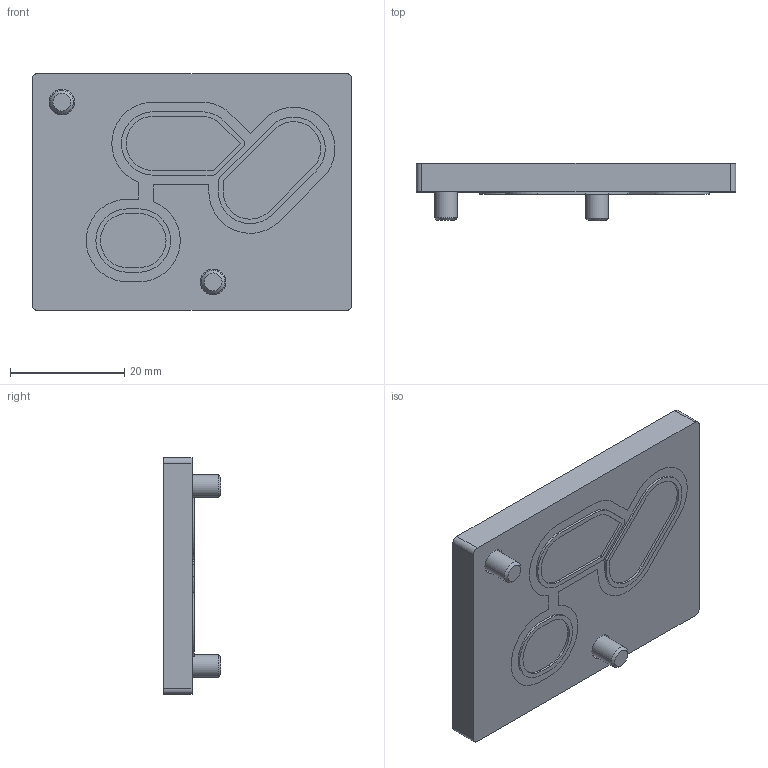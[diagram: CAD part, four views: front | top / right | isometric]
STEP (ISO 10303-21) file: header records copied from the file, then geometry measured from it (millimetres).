
FILE_DESCRIPTION(/* description */ ('STEP AP214'),/* implementation_level */ '2;1');
FILE_NAME(/* name */ '558350_VABB-P1',/* time_stamp */ '2024-09-15T16:43:28+02:00',/* author */ ('License CC BY-ND 4.0'),/* organization */ ('CADENAS'),/* preprocessor_version */ 'ST-DEVELOPER v19.3',/* originating_system */ 'PARTsolutions',/* authorisation */ ' ');
FILE_SCHEMA (('AUTOMOTIVE_DESIGN {1 0 10303 214 3 1 1}'));
Length unit declared in the file: millimetre
Products named in the file (4): 558350 VABB-P1---(asm); 726248 VABB-P1; Senkschraube DIN 7991 M4x10; 696036 VABB-P1
Assembly tree (4 placements, depth 2):
  558350 VABB-P1---(asm)
    726248 VABB-P1
    Senkschraube DIN 7991 M4x10  x2
    696036 VABB-P1
Bounding box: 56 x 10 x 41.5 mm (x, y, z)
Volume: 11636 mm3; surface area: 7579.1 mm2
Topology: 4 solids, 4 shells, 166 faces, 420 edges, 272 vertices
Faces by surface type: plane 102, cylinder 52, cone 10, torus 2
Full cylindrical faces by diameter (mm): 4 x2, 4.5 x2, 8 x2
Entity records: 4489 total; most frequent: CARTESIAN_POINT 779, DIRECTION 766, ORIENTED_EDGE 722, EDGE_CURVE 361, AXIS2_PLACEMENT_3D 261, LINE 244, VECTOR 244, VERTEX_POINT 244
